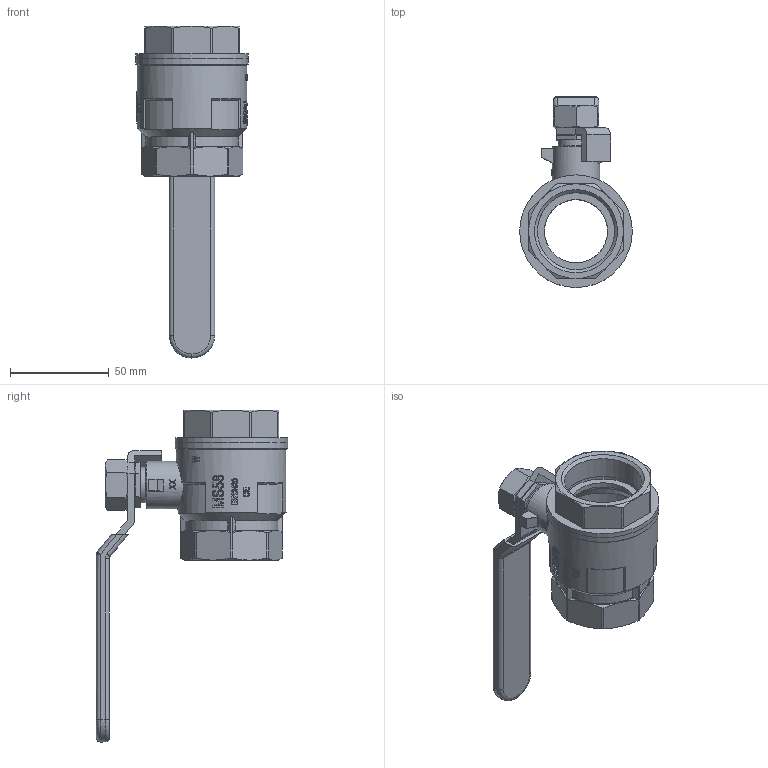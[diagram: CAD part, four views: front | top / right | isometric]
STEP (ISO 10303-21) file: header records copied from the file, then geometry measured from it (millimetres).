
FILE_DESCRIPTION(/* description */ ('Unknown','CAx-IF Rec.Pracs.---Representation and Presentation of Product Manufacturing Information (PMI)---4.0---2014-10-13','CAx-IF Rec.Pracs.---3D Tessellated Geometry---0.4---2014-09-14','2;1'),/* implementation_level */ '2;1');
FILE_NAME(/* name */ '600-07',/* time_stamp */ '2023-09-12T10:15:58+02:00',/* author */ ('Unknown'),/* organization */ ('Unknown'),/* preprocessor_version */ 'ST-DEVELOPER v18.102',/* originating_system */ 'Solid Edge',/* authorisation */ 'Unknown');
FILE_SCHEMA (('AP242_MANAGED_MODEL_BASED_3D_ENGINEERING_MIM_LF { 1 0 10303 442 1 1 4 }'));
Products named in the file (12): 600-1_1_4; 600-1_1_4-Spindel-co_oa_0; 600-1_1_4-Spindel; 600-1_1_4-O-Ring; 600-1_1_4-Stopfbuchse; Stahlgriff 1 1_4 - 1 1_2; Stahl-Griff-Ummantelung-1_1_4-1_1_2; Stahl-Griff-1_1_4-1_1_2; 600-1_1_4-Kvrper-co_oa_1; 600-1_1_4-Kvrper; 600-1_1_4-Einschraubteil; Mutter M12
Assembly tree (11 placements, depth 3):
  600-1_1_4
    600-1_1_4-Spindel-co_oa_0
      600-1_1_4-Spindel
      600-1_1_4-O-Ring
      600-1_1_4-Stopfbuchse
    Stahlgriff 1 1_4 - 1 1_2
      Stahl-Griff-Ummantelung-1_1_4-1_1_2
      Stahl-Griff-1_1_4-1_1_2
    600-1_1_4-Kvrper-co_oa_1
      600-1_1_4-Kvrper
      600-1_1_4-Einschraubteil
    Mutter M12
Bounding box: 57 x 96.8 x 168 mm (x, y, z)
Volume: 81012.3 mm3; surface area: 58988.3 mm2
Topology: 8 solids, 8 shells, 1375 faces, 3799 edges, 2502 vertices
Faces by surface type: plane 1144, cylinder 140, cone 65, bspline 13, sphere 10, torus 3
Full cylindrical faces by diameter (mm): 10 x1, 13 x1, 14 x2, 14.1 x1, 14.5 x1, 15 x1, 16 x1, 18 x1, 18.38 x1, 20 x1, 22 x1, 24 x1, 32 x2, 38.952 x2, 38.954 x3, 42 x2, 50.499 x1, 50.5 x1, 52 x1, 52.002 x1, 54 x1, 55.5 x1, 57 x2
Entity records: 59386 total; most frequent: CARTESIAN_POINT 14133, DIRECTION 8414, ORIENTED_EDGE 7466, EDGE_CURVE 3733, AXIS2_PLACEMENT_3D 3434, VERTEX_POINT 2492, ELLIPSE 1606, LINE 1546
